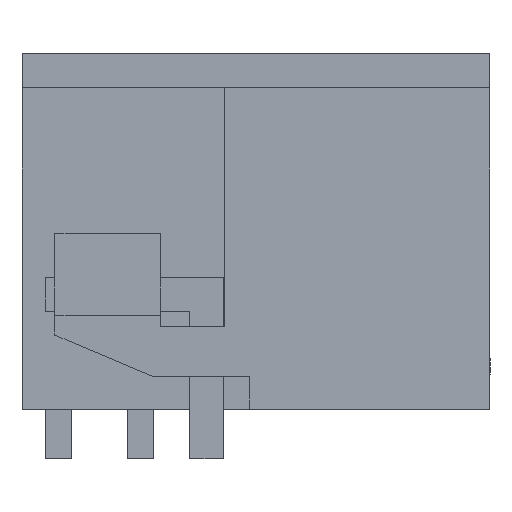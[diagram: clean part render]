
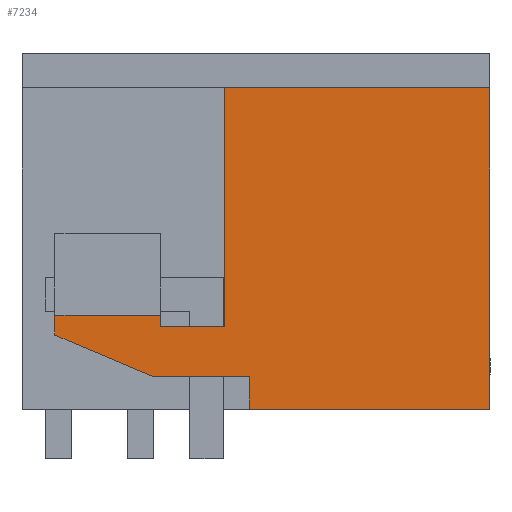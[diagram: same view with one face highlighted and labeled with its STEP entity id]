
A CAD part, left-side view. The second image highlights one B-rep face of the part: STEP entity #7234.
In plain terms, the highlighted planar face has unit normal (-1, 0, 0).
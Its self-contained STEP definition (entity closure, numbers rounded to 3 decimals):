
#7172=AXIS2_PLACEMENT_3D('Plane Axis2P3D',#7169,#7170,#7171) ;
#4350=CARTESIAN_POINT('Vertex',(0.,0.,11.25)) ;
#4353=CARTESIAN_POINT('Line Origine',(0.,0.,6.375)) ;
#4357=CARTESIAN_POINT('Vertex',(0.,0.,1.5)) ;
#6677=CARTESIAN_POINT('Line Origine',(0.,3.65,1.5)) ;
#6681=CARTESIAN_POINT('Vertex',(0.,7.3,1.5)) ;
#6822=CARTESIAN_POINT('Vertex',(0.,8.05,11.25)) ;
#6825=CARTESIAN_POINT('Line Origine',(0.,4.025,11.25)) ;
#7154=CARTESIAN_POINT('Vertex',(0.,7.3,2.497)) ;
#7157=CARTESIAN_POINT('Line Origine',(0.,7.3,1.998)) ;
#7169=CARTESIAN_POINT('Axis2P3D Location',(0.,0.,11.25)) ;
#7174=CARTESIAN_POINT('Line Origine',(0.,8.05,7.625)) ;
#7178=CARTESIAN_POINT('Vertex',(0.,8.05,4.)) ;
#7181=CARTESIAN_POINT('Line Origine',(0.,9.025,4.)) ;
#7185=CARTESIAN_POINT('Vertex',(0.,10.,4.)) ;
#7188=CARTESIAN_POINT('Line Origine',(0.,10.,4.175)) ;
#7192=CARTESIAN_POINT('Vertex',(0.,10.,4.35)) ;
#7195=CARTESIAN_POINT('Line Origine',(0.,11.6,4.35)) ;
#7199=CARTESIAN_POINT('Vertex',(0.,13.2,4.35)) ;
#7202=CARTESIAN_POINT('Line Origine',(0.,13.2,4.05)) ;
#7206=CARTESIAN_POINT('Vertex',(0.,13.2,3.75)) ;
#7209=CARTESIAN_POINT('Line Origine',(0.,11.721,3.123)) ;
#7213=CARTESIAN_POINT('Vertex',(0.,10.242,2.497)) ;
#7216=CARTESIAN_POINT('Line Origine',(0.,8.771,2.497)) ;
#4354=DIRECTION('Vector Direction',(0.,0.,-1.)) ;
#6678=DIRECTION('Vector Direction',(0.,1.,0.)) ;
#6826=DIRECTION('Vector Direction',(0.,1.,0.)) ;
#7158=DIRECTION('Vector Direction',(0.,0.,-1.)) ;
#7170=DIRECTION('Axis2P3D Direction',(1.,0.,0.)) ;
#7171=DIRECTION('Axis2P3D XDirection',(0.,0.,-1.)) ;
#7175=DIRECTION('Vector Direction',(0.,0.,1.)) ;
#7182=DIRECTION('Vector Direction',(0.,-1.,0.)) ;
#7189=DIRECTION('Vector Direction',(0.,0.,1.)) ;
#7196=DIRECTION('Vector Direction',(0.,1.,0.)) ;
#7203=DIRECTION('Vector Direction',(0.,0.,-1.)) ;
#7210=DIRECTION('Vector Direction',(0.,0.921,0.39)) ;
#7217=DIRECTION('Vector Direction',(0.,-1.,0.)) ;
#4355=VECTOR('Line Direction',#4354,1.) ;
#6679=VECTOR('Line Direction',#6678,1.) ;
#6827=VECTOR('Line Direction',#6826,1.) ;
#7159=VECTOR('Line Direction',#7158,1.) ;
#7176=VECTOR('Line Direction',#7175,1.) ;
#7183=VECTOR('Line Direction',#7182,1.) ;
#7190=VECTOR('Line Direction',#7189,1.) ;
#7197=VECTOR('Line Direction',#7196,1.) ;
#7204=VECTOR('Line Direction',#7203,1.) ;
#7211=VECTOR('Line Direction',#7210,1.) ;
#7218=VECTOR('Line Direction',#7217,1.) ;
#7222=ORIENTED_EDGE('',*,*,#7180,.F.) ;
#7223=ORIENTED_EDGE('',*,*,#7187,.F.) ;
#7224=ORIENTED_EDGE('',*,*,#7194,.F.) ;
#7225=ORIENTED_EDGE('',*,*,#7201,.F.) ;
#7226=ORIENTED_EDGE('',*,*,#7208,.F.) ;
#7227=ORIENTED_EDGE('',*,*,#7215,.F.) ;
#7228=ORIENTED_EDGE('',*,*,#7220,.F.) ;
#7229=ORIENTED_EDGE('',*,*,#7161,.F.) ;
#7230=ORIENTED_EDGE('',*,*,#6683,.F.) ;
#7231=ORIENTED_EDGE('',*,*,#4359,.F.) ;
#7232=ORIENTED_EDGE('',*,*,#6829,.T.) ;
#7234=ADVANCED_FACE('HOUSING',(#7233),#7173,.F.) ;
#4359=EDGE_CURVE('',#4351,#4358,#4356,.T.) ;
#6683=EDGE_CURVE('',#4358,#6682,#6680,.T.) ;
#6829=EDGE_CURVE('',#4351,#6823,#6828,.T.) ;
#7161=EDGE_CURVE('',#6682,#7155,#7160,.F.) ;
#7180=EDGE_CURVE('',#7179,#6823,#7177,.T.) ;
#7187=EDGE_CURVE('',#7186,#7179,#7184,.T.) ;
#7194=EDGE_CURVE('',#7193,#7186,#7191,.F.) ;
#7201=EDGE_CURVE('',#7200,#7193,#7198,.F.) ;
#7208=EDGE_CURVE('',#7207,#7200,#7205,.F.) ;
#7215=EDGE_CURVE('',#7214,#7207,#7212,.T.) ;
#7220=EDGE_CURVE('',#7155,#7214,#7219,.F.) ;
#7221=EDGE_LOOP('',(#7222,#7223,#7224,#7225,#7226,#7227,#7228,#7229,#7230,#7231,#7232)) ;
#7233=FACE_OUTER_BOUND('',#7221,.T.) ;
#4356=LINE('Line',#4353,#4355) ;
#6680=LINE('Line',#6677,#6679) ;
#6828=LINE('Line',#6825,#6827) ;
#7160=LINE('Line',#7157,#7159) ;
#7177=LINE('Line',#7174,#7176) ;
#7184=LINE('Line',#7181,#7183) ;
#7191=LINE('Line',#7188,#7190) ;
#7198=LINE('Line',#7195,#7197) ;
#7205=LINE('Line',#7202,#7204) ;
#7212=LINE('Line',#7209,#7211) ;
#7219=LINE('Line',#7216,#7218) ;
#7173=PLANE('',#7172) ;
#4351=VERTEX_POINT('',#4350) ;
#4358=VERTEX_POINT('',#4357) ;
#6682=VERTEX_POINT('',#6681) ;
#6823=VERTEX_POINT('',#6822) ;
#7155=VERTEX_POINT('',#7154) ;
#7179=VERTEX_POINT('',#7178) ;
#7186=VERTEX_POINT('',#7185) ;
#7193=VERTEX_POINT('',#7192) ;
#7200=VERTEX_POINT('',#7199) ;
#7207=VERTEX_POINT('',#7206) ;
#7214=VERTEX_POINT('',#7213) ;
